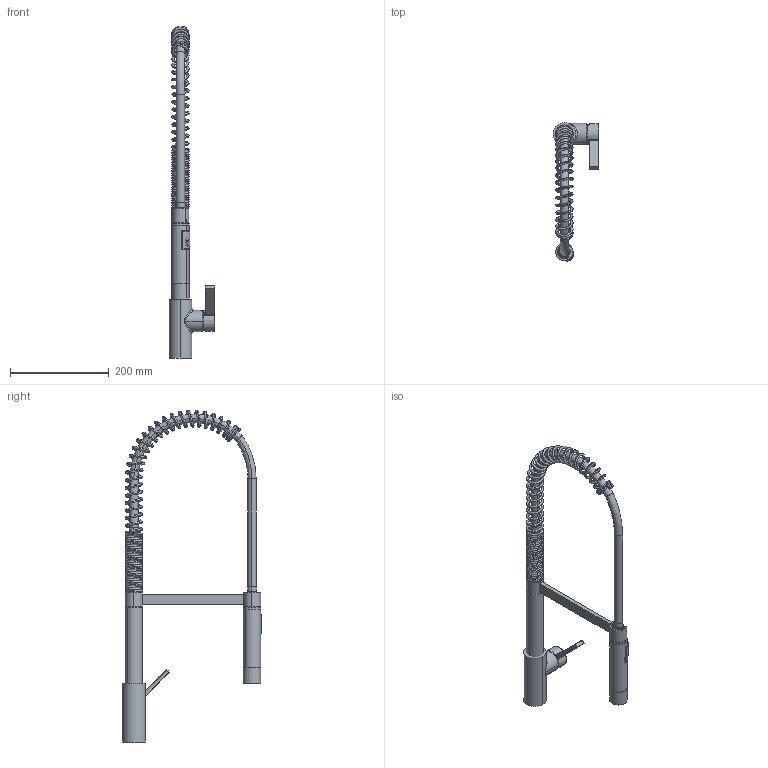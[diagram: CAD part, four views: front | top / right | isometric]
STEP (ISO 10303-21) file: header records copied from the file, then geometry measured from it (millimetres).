
FILE_DESCRIPTION (( 'STEP AP214' ), '1' );
FILE_NAME ('33860875.STEP', '2019-11-20T12:45:58', ( '' ), ( '' ), 'SwSTEP 2.0', 'SolidWorks 2017', '' );
FILE_SCHEMA (( 'AUTOMOTIVE_DESIGN' ));
Length unit declared in the file: millimetre
Products named in the file (16): 33860875; Planungsmodell_Huelse-+-09.18.40.118.90-01_-_K1; Planungsmodell_Rohr_gerade-+-28.568.780-10_ _K152_29,5x0,4; Planungsmodell_Knopf-+-09.21.33.044.90-01_-_K1; Planungsmodell_Koerper-+-09.19.88.020.90-01_ _K17_46x119,5_43x45x75; Planungsmodell_Rohr_gerade-+-28.568.780-10_ _K34_35x118; Planungsmodell_Hebel-+-09.20.79.040-01_ _K1; Planungsmodell_Rohr_gerade-+-28.568.780-10_ _K154_35x5; Planungsmodell_Rohr_gerade-+-28.568.780-10_ _K155_35x31,75; Planungsmodell_Rohr_gerade-+-28.568.780-10_ _K151_34,8x274; Planungsmodell_Schlauch-+-09.30.02.065.90-01_-; Planungsmodell_Rohr_gerade-+-28.568.780-10_ _K153_24,2x90; Planungsmodell_Halter-+-04.17.20.029.00-94_-; Planungsmodell_Feder-+-09.16.02.035.90-01_-_K1; Planungsmodell_Handbrause-+-04.12.11.092.00-94_-; Planungsmodell_Einsatz-+-09.12.01.051.90-01_-_PDB_09120105190
Assembly tree (15 placements, depth 3):
  33860875
    Planungsmodell_Rohr_gerade-+-28.568.780-10_ _K151_34,8x274
    Planungsmodell_Rohr_gerade-+-28.568.780-10_ _K152_29,5x0,4
    Planungsmodell_Halter-+-04.17.20.029.00-94_-
    Planungsmodell_Feder-+-09.16.02.035.90-01_-_K1
    Planungsmodell_Rohr_gerade-+-28.568.780-10_ _K153_24,2x90
    Planungsmodell_Schlauch-+-09.30.02.065.90-01_-
    Planungsmodell_Handbrause-+-04.12.11.092.00-94_-
      Planungsmodell_Rohr_gerade-+-28.568.780-10_ _K34_35x118
      Planungsmodell_Rohr_gerade-+-28.568.780-10_ _K154_35x5
      Planungsmodell_Rohr_gerade-+-28.568.780-10_ _K155_35x31,75
      Planungsmodell_Einsatz-+-09.12.01.051.90-01_-_PDB_09120105190
      Planungsmodell_Knopf-+-09.21.33.044.90-01_-_K1
    Planungsmodell_Huelse-+-09.18.40.118.90-01_-_K1
    Planungsmodell_Hebel-+-09.20.79.040-01_ _K1
    Planungsmodell_Koerper-+-09.19.88.020.90-01_ _K17_46x119,5_43x45x75
Bounding box: 93 x 282.01 x 673.95 mm (x, y, z)
Volume: 1075108.5 mm3; surface area: 243624.7 mm2
Topology: 14 solids, 14 shells, 559 faces, 1380 edges, 859 vertices
Faces by surface type: torus 141, plane 119, cylinder 110, bspline 108, cone 72, sphere 9
Entity records: 35362 total; most frequent: CARTESIAN_POINT 21806, DIRECTION 2758, ORIENTED_EDGE 2752, EDGE_CURVE 1376, AXIS2_PLACEMENT_3D 1237, VERTEX_POINT 859, CIRCLE 767, EDGE_LOOP 575
